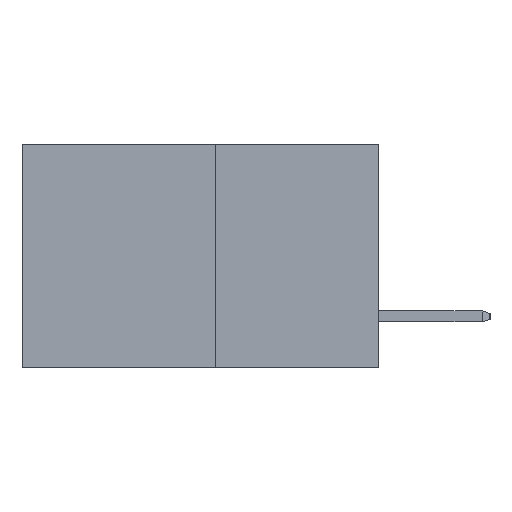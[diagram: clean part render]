
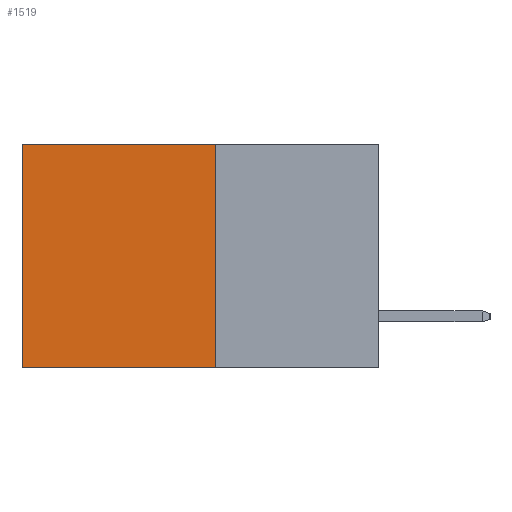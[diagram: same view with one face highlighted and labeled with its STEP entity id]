
A CAD part, left-side view. The second image highlights one B-rep face of the part: STEP entity #1519.
In plain terms, the highlighted planar face has unit normal (-1, 0, 0).
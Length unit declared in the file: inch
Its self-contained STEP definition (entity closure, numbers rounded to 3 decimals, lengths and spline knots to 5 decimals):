
#679 = VECTOR ( 'NONE', #6832, 39.37008 ) ;
#857 = DIRECTION ( 'NONE',  ( 0., 0., -1. ) ) ;
#1099 = EDGE_CURVE ( 'NONE', #2648, #7190, #14082, .T. ) ;
#1269 = DIRECTION ( 'NONE',  ( 0., 0., -1. ) ) ;
#1519 = ADVANCED_FACE ( 'NONE', ( #11183 ), #1618, .F. ) ;
#1618 = PLANE ( 'NONE',  #6072 ) ;
#1697 = DIRECTION ( 'NONE',  ( 1., 0., 0. ) ) ;
#1726 = CARTESIAN_POINT ( 'NONE',  ( 0.277, 0.27, -0.37 ) ) ;
#1872 = CARTESIAN_POINT ( 'NONE',  ( 0.277, 0.27, -0.37 ) ) ;
#1980 = CARTESIAN_POINT ( 'NONE',  ( 0.277, 0.59, 0. ) ) ;
#2063 = CARTESIAN_POINT ( 'NONE',  ( 0.277, 0.59, -0.37 ) ) ;
#2648 = VERTEX_POINT ( 'NONE', #1980 ) ;
#3077 = VERTEX_POINT ( 'NONE', #11241 ) ;
#3211 = EDGE_CURVE ( 'NONE', #7038, #2648, #7493, .T. ) ;
#3648 = ORIENTED_EDGE ( 'NONE', *, *, #3211, .T. ) ;
#4421 = ORIENTED_EDGE ( 'NONE', *, *, #14804, .F. ) ;
#4614 = EDGE_CURVE ( 'NONE', #7038, #3077, #12125, .T. ) ;
#5598 = CARTESIAN_POINT ( 'NONE',  ( 0.277, 0.27, -0.37 ) ) ;
#6072 = AXIS2_PLACEMENT_3D ( 'NONE', #1726, #1697, #857 ) ;
#6607 = CARTESIAN_POINT ( 'NONE',  ( 0.277, 0.59, -0.37 ) ) ;
#6832 = DIRECTION ( 'NONE',  ( 0., 0., -1. ) ) ;
#6903 = ORIENTED_EDGE ( 'NONE', *, *, #1099, .T. ) ;
#6936 = DIRECTION ( 'NONE',  ( 0., 1., 0. ) ) ;
#6984 = VECTOR ( 'NONE', #6936, 39.37008 ) ;
#7038 = VERTEX_POINT ( 'NONE', #15787 ) ;
#7190 = VERTEX_POINT ( 'NONE', #2063 ) ;
#7493 = LINE ( 'NONE', #13022, #16571 ) ;
#8556 = EDGE_LOOP ( 'NONE', ( #6903, #4421, #9146, #3648 ) ) ;
#9146 = ORIENTED_EDGE ( 'NONE', *, *, #4614, .F. ) ;
#9585 = VECTOR ( 'NONE', #1269, 39.37008 ) ;
#10301 = LINE ( 'NONE', #5598, #6984 ) ;
#11183 = FACE_OUTER_BOUND ( 'NONE', #8556, .T. ) ;
#11241 = CARTESIAN_POINT ( 'NONE',  ( 0.277, 0.27, -0.37 ) ) ;
#12125 = LINE ( 'NONE', #1872, #9585 ) ;
#12563 = DIRECTION ( 'NONE',  ( 0., 1., 0. ) ) ;
#13022 = CARTESIAN_POINT ( 'NONE',  ( 0.277, 0.27, 0. ) ) ;
#14082 = LINE ( 'NONE', #6607, #679 ) ;
#14804 = EDGE_CURVE ( 'NONE', #3077, #7190, #10301, .T. ) ;
#15787 = CARTESIAN_POINT ( 'NONE',  ( 0.277, 0.27, 0. ) ) ;
#16571 = VECTOR ( 'NONE', #12563, 39.37008 ) ;
